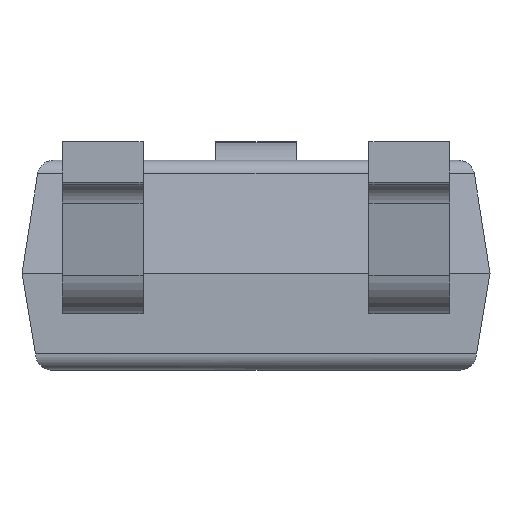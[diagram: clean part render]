
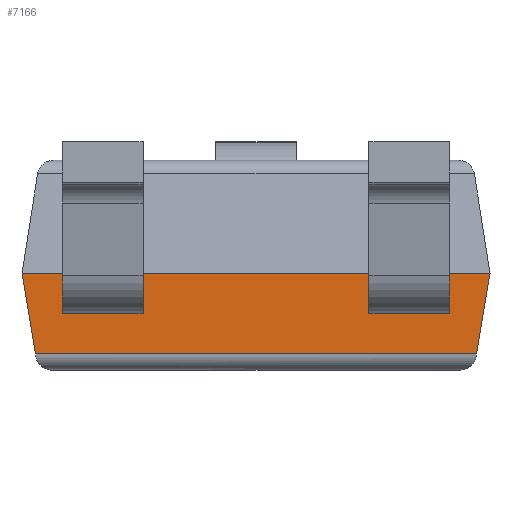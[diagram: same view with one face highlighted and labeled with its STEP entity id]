
A CAD part, front view. The second image highlights one B-rep face of the part: STEP entity #7166.
In plain terms, the highlighted planar face has unit normal (0, -1, 0).
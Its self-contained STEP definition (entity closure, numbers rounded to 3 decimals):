
#46 = VERTEX_POINT ( 'NONE', #296 ) ;
#296 = CARTESIAN_POINT ( 'NONE',  ( -1.2, -0.65, -0.25 ) ) ;
#730 = CARTESIAN_POINT ( 'NONE',  ( -1.2, -0.65, 0. ) ) ;
#895 = VECTOR ( 'NONE', #13116, 1000. ) ;
#1091 = CARTESIAN_POINT ( 'NONE',  ( 1.45, -0.65, 0. ) ) ;
#1258 = LINE ( 'NONE', #12678, #9940 ) ;
#1437 = LINE ( 'NONE', #8417, #4205 ) ;
#1797 = VERTEX_POINT ( 'NONE', #9034 ) ;
#2112 = ORIENTED_EDGE ( 'NONE', *, *, #6653, .T. ) ;
#2137 = CARTESIAN_POINT ( 'NONE',  ( 0., -0.65, 0. ) ) ;
#2162 = LINE ( 'NONE', #12630, #3686 ) ;
#2193 = CARTESIAN_POINT ( 'NONE',  ( 1.45, -0.65, 0. ) ) ;
#2199 = PLANE ( 'NONE',  #10868 ) ;
#2237 = DIRECTION ( 'NONE',  ( 0., 0., -1. ) ) ;
#2364 = CARTESIAN_POINT ( 'NONE',  ( -0.7, -0.65, -0.25 ) ) ;
#2409 = ORIENTED_EDGE ( 'NONE', *, *, #12015, .F. ) ;
#2538 = VECTOR ( 'NONE', #2237, 1000. ) ;
#2907 = ORIENTED_EDGE ( 'NONE', *, *, #12384, .T. ) ;
#2990 = EDGE_CURVE ( 'NONE', #8830, #13632, #6837, .T. ) ;
#3148 = ORIENTED_EDGE ( 'NONE', *, *, #2990, .F. ) ;
#3213 = VERTEX_POINT ( 'NONE', #1091 ) ;
#3686 = VECTOR ( 'NONE', #5645, 1000. ) ;
#3767 = LINE ( 'NONE', #7241, #895 ) ;
#3956 = VERTEX_POINT ( 'NONE', #4124 ) ;
#4021 = EDGE_CURVE ( 'NONE', #10472, #7554, #5384, .T. ) ;
#4113 = LINE ( 'NONE', #730, #10081 ) ;
#4122 = LINE ( 'NONE', #11003, #9912 ) ;
#4124 = CARTESIAN_POINT ( 'NONE',  ( 1.2, -0.65, -0.25 ) ) ;
#4205 = VECTOR ( 'NONE', #11907, 1000. ) ;
#4438 = DIRECTION ( 'NONE',  ( 0., 0., -1. ) ) ;
#4568 = LINE ( 'NONE', #5981, #5277 ) ;
#4628 = CARTESIAN_POINT ( 'NONE',  ( 1.367, -0.65, -0.5 ) ) ;
#4679 = CARTESIAN_POINT ( 'NONE',  ( 0.7, -0.65, 0. ) ) ;
#4762 = EDGE_CURVE ( 'NONE', #7554, #1797, #2162, .T. ) ;
#4915 = VECTOR ( 'NONE', #7638, 1000. ) ;
#4966 = CARTESIAN_POINT ( 'NONE',  ( -1.45, -0.65, 0. ) ) ;
#5260 = VERTEX_POINT ( 'NONE', #11286 ) ;
#5277 = VECTOR ( 'NONE', #9351, 1000. ) ;
#5384 = LINE ( 'NONE', #2193, #14040 ) ;
#5562 = CARTESIAN_POINT ( 'NONE',  ( -0.7, -0.65, 0. ) ) ;
#5645 = DIRECTION ( 'NONE',  ( 0., 0., -1. ) ) ;
#5652 = LINE ( 'NONE', #10220, #10890 ) ;
#5981 = CARTESIAN_POINT ( 'NONE',  ( -1.35, -0.65, -0.6 ) ) ;
#6416 = DIRECTION ( 'NONE',  ( 0., 0., -1. ) ) ;
#6420 = DIRECTION ( 'NONE',  ( -1., 0., 0. ) ) ;
#6495 = DIRECTION ( 'NONE',  ( 1., 0., 0. ) ) ;
#6653 = EDGE_CURVE ( 'NONE', #10472, #5260, #7060, .T. ) ;
#6837 = LINE ( 'NONE', #11429, #4915 ) ;
#6854 = CARTESIAN_POINT ( 'NONE',  ( -0.7, -0.65, 0. ) ) ;
#6886 = EDGE_CURVE ( 'NONE', #11570, #3956, #1258, .T. ) ;
#7037 = LINE ( 'NONE', #2364, #10573 ) ;
#7060 = LINE ( 'NONE', #5562, #2538 ) ;
#7166 = ADVANCED_FACE ( 'NONE', ( #12788 ), #2199, .F. ) ;
#7224 = CARTESIAN_POINT ( 'NONE',  ( -1.367, -0.65, -0.5 ) ) ;
#7241 = CARTESIAN_POINT ( 'NONE',  ( 1.35, -0.65, -0.6 ) ) ;
#7450 = CARTESIAN_POINT ( 'NONE',  ( 1.2, -0.65, 0. ) ) ;
#7554 = VERTEX_POINT ( 'NONE', #4679 ) ;
#7579 = EDGE_CURVE ( 'NONE', #9519, #9139, #5652, .T. ) ;
#7638 = DIRECTION ( 'NONE',  ( 1., 0., 0. ) ) ;
#8417 = CARTESIAN_POINT ( 'NONE',  ( 1.45, -0.65, 0. ) ) ;
#8783 = ORIENTED_EDGE ( 'NONE', *, *, #9250, .F. ) ;
#8830 = VERTEX_POINT ( 'NONE', #4966 ) ;
#8984 = DIRECTION ( 'NONE',  ( 0., 1., 0. ) ) ;
#9034 = CARTESIAN_POINT ( 'NONE',  ( 0.7, -0.65, -0.25 ) ) ;
#9139 = VERTEX_POINT ( 'NONE', #4628 ) ;
#9250 = EDGE_CURVE ( 'NONE', #13632, #46, #4113, .T. ) ;
#9351 = DIRECTION ( 'NONE',  ( -0.164, 0., 0.986 ) ) ;
#9376 = ORIENTED_EDGE ( 'NONE', *, *, #4762, .F. ) ;
#9519 = VERTEX_POINT ( 'NONE', #7224 ) ;
#9912 = VECTOR ( 'NONE', #6420, 1000. ) ;
#9940 = VECTOR ( 'NONE', #4438, 1000. ) ;
#10081 = VECTOR ( 'NONE', #6416, 1000. ) ;
#10220 = CARTESIAN_POINT ( 'NONE',  ( 1.35, -0.65, -0.5 ) ) ;
#10472 = VERTEX_POINT ( 'NONE', #6854 ) ;
#10573 = VECTOR ( 'NONE', #12541, 1000. ) ;
#10849 = ORIENTED_EDGE ( 'NONE', *, *, #11964, .T. ) ;
#10868 = AXIS2_PLACEMENT_3D ( 'NONE', #2137, #8984, #12718 ) ;
#10890 = VECTOR ( 'NONE', #13658, 1000. ) ;
#11003 = CARTESIAN_POINT ( 'NONE',  ( 1.2, -0.65, -0.25 ) ) ;
#11286 = CARTESIAN_POINT ( 'NONE',  ( -0.7, -0.65, -0.25 ) ) ;
#11429 = CARTESIAN_POINT ( 'NONE',  ( 1.45, -0.65, 0. ) ) ;
#11570 = VERTEX_POINT ( 'NONE', #7450 ) ;
#11907 = DIRECTION ( 'NONE',  ( 1., 0., 0. ) ) ;
#11964 = EDGE_CURVE ( 'NONE', #5260, #46, #7037, .T. ) ;
#12015 = EDGE_CURVE ( 'NONE', #9519, #8830, #4568, .T. ) ;
#12054 = ORIENTED_EDGE ( 'NONE', *, *, #4021, .F. ) ;
#12384 = EDGE_CURVE ( 'NONE', #9139, #3213, #3767, .T. ) ;
#12541 = DIRECTION ( 'NONE',  ( -1., 0., 0. ) ) ;
#12630 = CARTESIAN_POINT ( 'NONE',  ( 0.7, -0.65, 0. ) ) ;
#12678 = CARTESIAN_POINT ( 'NONE',  ( 1.2, -0.65, 0. ) ) ;
#12718 = DIRECTION ( 'NONE',  ( -1., 0., 0. ) ) ;
#12788 = FACE_OUTER_BOUND ( 'NONE', #12986, .T. ) ;
#12986 = EDGE_LOOP ( 'NONE', ( #2409, #13915, #2907, #13138, #13184, #14022, #9376, #12054, #2112, #10849, #8783, #3148 ) ) ;
#13116 = DIRECTION ( 'NONE',  ( 0.164, 0., 0.986 ) ) ;
#13138 = ORIENTED_EDGE ( 'NONE', *, *, #13553, .F. ) ;
#13174 = EDGE_CURVE ( 'NONE', #3956, #1797, #4122, .T. ) ;
#13184 = ORIENTED_EDGE ( 'NONE', *, *, #6886, .T. ) ;
#13300 = CARTESIAN_POINT ( 'NONE',  ( -1.2, -0.65, 0. ) ) ;
#13553 = EDGE_CURVE ( 'NONE', #11570, #3213, #1437, .T. ) ;
#13632 = VERTEX_POINT ( 'NONE', #13300 ) ;
#13658 = DIRECTION ( 'NONE',  ( 1., 0., 0. ) ) ;
#13915 = ORIENTED_EDGE ( 'NONE', *, *, #7579, .T. ) ;
#14022 = ORIENTED_EDGE ( 'NONE', *, *, #13174, .T. ) ;
#14040 = VECTOR ( 'NONE', #6495, 1000. ) ;
